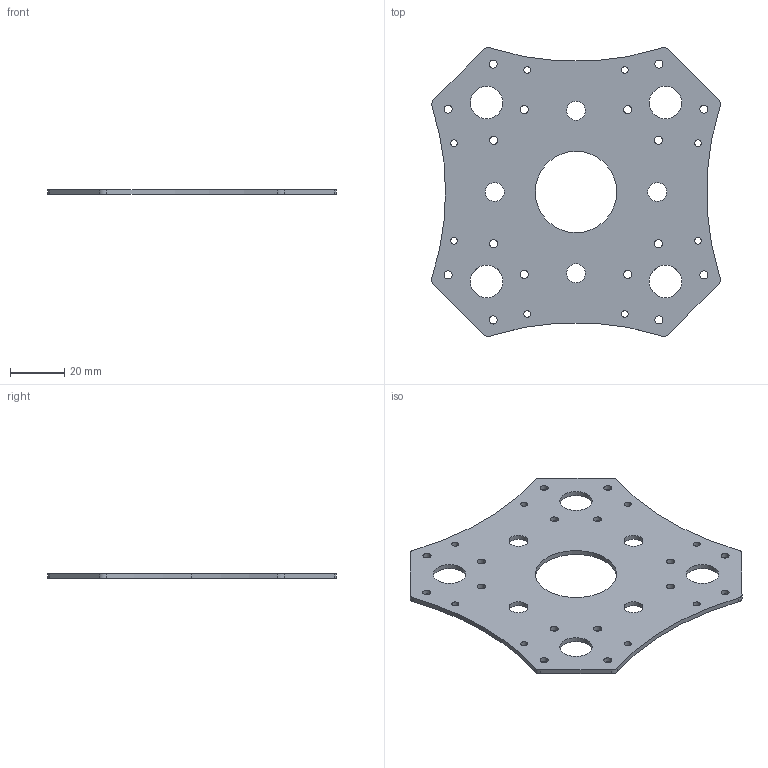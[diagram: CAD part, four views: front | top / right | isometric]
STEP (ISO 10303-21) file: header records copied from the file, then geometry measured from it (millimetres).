
FILE_DESCRIPTION(('FreeCAD Model'),'2;1');
FILE_NAME('top_plate.step','2018-11-06T13:31:27',('Author'),(''), 'Open CASCADE STEP processor 7.2','FreeCAD','Unknown');
FILE_SCHEMA(('AUTOMOTIVE_DESIGN { 1 0 10303 214 1 1 1 1 }'));
Length unit declared in the file: millimetre
Products named in the file (1): top_plate_new
Bounding box: 106.55 x 106.54 x 1.75 mm (x, y, z)
Volume: 14371.9 mm3; surface area: 18051.7 mm2
Topology: 1 solids, 1 shells, 52 faces, 150 edges, 100 vertices
Faces by surface type: cylinder 46, plane 6
Full cylindrical faces by diameter (mm): 2.5 x8, 2.998 x16, 7 x4, 12 x4, 30 x1
Entity records: 3971 total; most frequent: CARTESIAN_POINT 807, DIRECTION 614, ORIENTED_EDGE 300, PCURVE 300, DEFINITIONAL_REPRESENTATION 300, LINE 266, VECTOR 266, EDGE_CURVE 150
